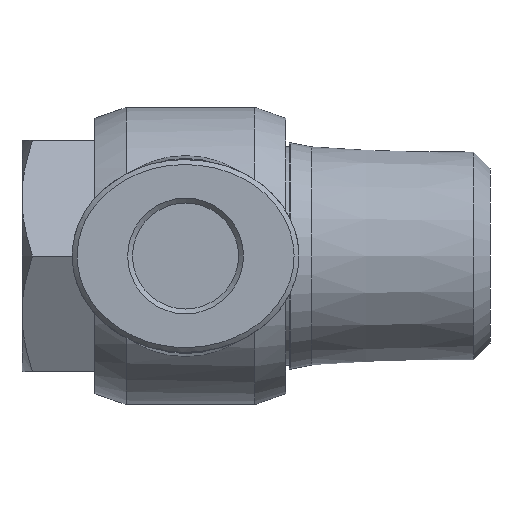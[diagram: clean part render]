
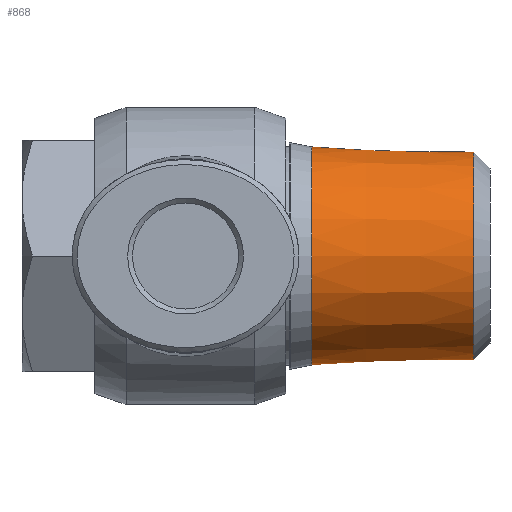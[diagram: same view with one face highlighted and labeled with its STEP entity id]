
A CAD part, front view. The second image highlights one B-rep face of the part: STEP entity #868.
In plain terms, the highlighted conical face has half-angle 1.796 degrees and reference radius 6.562 mm.
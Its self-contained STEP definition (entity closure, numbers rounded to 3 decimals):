
#826=CARTESIAN_POINT('',(27.9,6.421,0.));
#827=VERTEX_POINT('',#826);
#828=CARTESIAN_POINT('',(27.9,0.0,0.));
#829=DIRECTION('',(1.0,0.0,0.0));
#830=DIRECTION('',(0.0,-1.0,0.0));
#831=AXIS2_PLACEMENT_3D('',#828,#829,#830);
#832=CIRCLE('',#831,6.421);
#833=EDGE_CURVE('',#827,#827,#832,.T.);
#849=CARTESIAN_POINT('',(23.4,0.0,0.0));
#850=DIRECTION('',(-1.0,0.0,0.0));
#851=DIRECTION('',(0.0,1.0,0.0));
#852=AXIS2_PLACEMENT_3D('',#849,#850,#851);
#853=CONICAL_SURFACE('',#852,6.563,1.796);
#854=CARTESIAN_POINT('',(17.9,6.735,0.0));
#855=VERTEX_POINT('',#854);
#856=CARTESIAN_POINT('',(17.9,0.0,0.0));
#857=DIRECTION('',(1.0,0.0,0.0));
#858=DIRECTION('',(0.0,1.0,0.0));
#859=AXIS2_PLACEMENT_3D('',#856,#857,#858);
#860=CIRCLE('',#859,6.735);
#861=EDGE_CURVE('',#855,#855,#860,.T.);
#862=ORIENTED_EDGE('',*,*,#861,.T.);
#863=EDGE_LOOP('',(#862));
#864=FACE_OUTER_BOUND('',#863,.T.);
#865=ORIENTED_EDGE('',*,*,#833,.F.);
#866=EDGE_LOOP('',(#865));
#867=FACE_BOUND('',#866,.T.);
#868=ADVANCED_FACE('',(#864,#867),#853,.T.);
